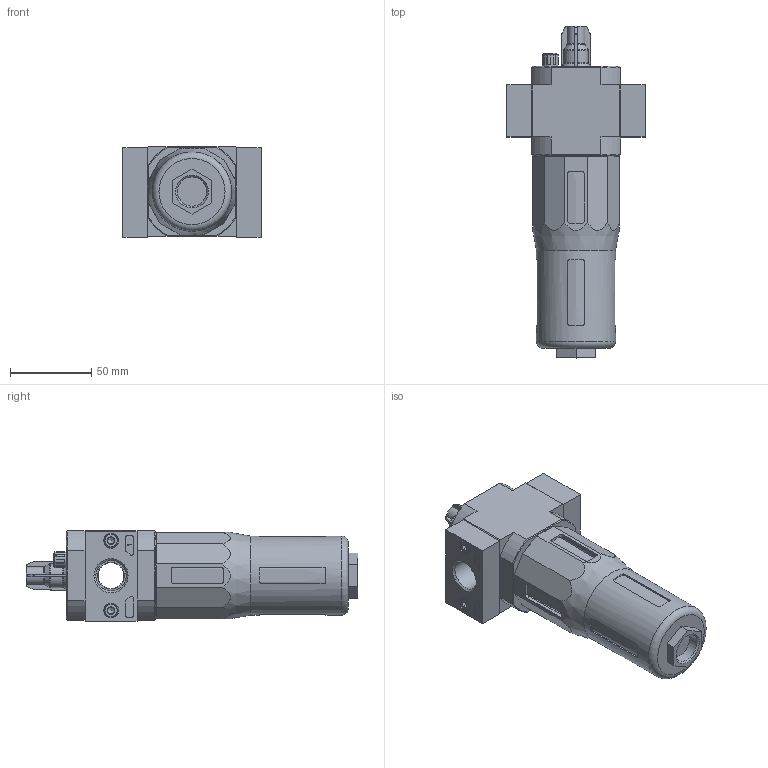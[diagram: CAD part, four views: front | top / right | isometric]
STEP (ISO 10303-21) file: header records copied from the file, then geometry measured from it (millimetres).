
FILE_DESCRIPTION(/* description */ ('STEP AP214'),/* implementation_level */ '2;1');
FILE_NAME(/* name */ '159587_LOE-1_2-D-MIDI',/* time_stamp */ '2024-09-04T19:14:21+02:00',/* author */ ('License CC BY-ND 4.0'),/* organization */ ('CADENAS'),/* preprocessor_version */ 'ST-DEVELOPER v19.3',/* originating_system */ 'PARTsolutions',/* authorisation */ ' ');
FILE_SCHEMA (('AUTOMOTIVE_DESIGN {1 0 10303 214 3 1 1}'));
Length unit declared in the file: millimetre
Products named in the file (6): 159587 LOE-1/2-D-MIDI; 120536 LOE-D-MIDI; 380303 PBL-1/2-D-MIDI-R---(0) p1; DIN-912 - M5x18(F); 369989 LF-D-MIDI; 380301 PBL-1/2-D-MIDI-L---(1) p1
Assembly tree (9 placements, depth 2):
  159587 LOE-1/2-D-MIDI
    120536 LOE-D-MIDI
    380303 PBL-1/2-D-MIDI-R---(0) p1
    DIN-912 - M5x18(F)  x4
    369989 LF-D-MIDI  x2
    380301 PBL-1/2-D-MIDI-L---(1) p1
Bounding box: 85 x 204.3 x 55.5 mm (x, y, z)
Volume: 414111.2 mm3; surface area: 95514.7 mm2
Topology: 9 solids, 9 shells, 583 faces, 1458 edges, 926 vertices
Faces by surface type: plane 313, cylinder 130, cone 117, torus 23
Full cylindrical faces by diameter (mm): 3.2 x1, 3.6 x1, 3.8 x1, 4.134 x8, 5 x4, 7.3 x4, 7.5 x2, 8.5 x4, 10 x1, 16.4 x1, 18 x1, 18.631 x2, 24.9 x1, 26.4 x1, 29.7 x1, 30.8 x1, 46.7 x1, 48.7 x1
Entity records: 17411 total; most frequent: CARTESIAN_POINT 3327, ORIENTED_EDGE 2354, DIRECTION 2324, EDGE_CURVE 1177, AXIS2_PLACEMENT_3D 888, VERTEX_POINT 813, FACE_BOUND 652, EDGE_LOOP 645
